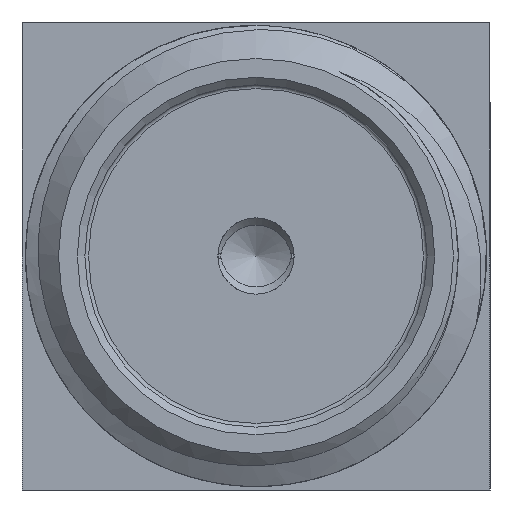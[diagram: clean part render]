
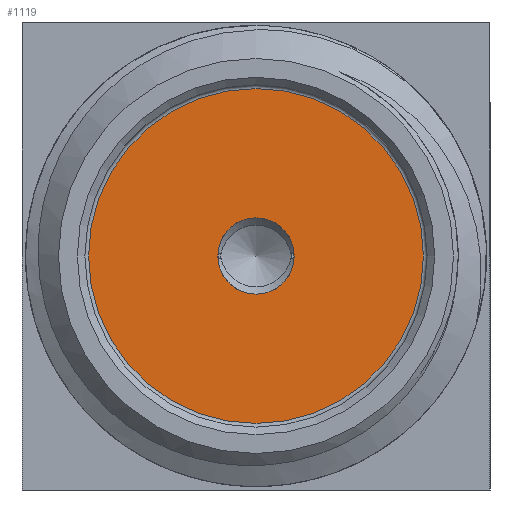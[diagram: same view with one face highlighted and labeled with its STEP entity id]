
A CAD part, left-side view. The second image highlights one B-rep face of the part: STEP entity #1119.
In plain terms, the highlighted planar face has unit normal (-1, 0, 0).
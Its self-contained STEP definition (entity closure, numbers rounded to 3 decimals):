
#26=FACE_BOUND('',#184,.T.);
#51=PLANE('',#1214);
#117=FACE_OUTER_BOUND('',#183,.T.);
#183=EDGE_LOOP('',(#980));
#184=EDGE_LOOP('',(#981));
#216=CIRCLE('',#1212,2.271);
#218=CIRCLE('',#1215,0.518);
#531=VERTEX_POINT('',#5829);
#532=VERTEX_POINT('',#5833);
#683=EDGE_CURVE('',#531,#531,#216,.T.);
#685=EDGE_CURVE('',#532,#532,#218,.T.);
#980=ORIENTED_EDGE('',*,*,#683,.T.);
#981=ORIENTED_EDGE('',*,*,#685,.T.);
#1119=ADVANCED_FACE('',(#117,#26),#51,.F.);
#1212=AXIS2_PLACEMENT_3D('',#5830,#1454,#1455);
#1214=AXIS2_PLACEMENT_3D('',#5832,#1458,#1459);
#1215=AXIS2_PLACEMENT_3D('',#5834,#1460,#1461);
#1454=DIRECTION('center_axis',(-1.,0.,0.));
#1455=DIRECTION('ref_axis',(0.,1.,0.));
#1458=DIRECTION('center_axis',(1.,0.,0.));
#1459=DIRECTION('ref_axis',(0.,0.,-1.));
#1460=DIRECTION('center_axis',(1.,0.,0.));
#1461=DIRECTION('ref_axis',(0.,0.,1.));
#5829=CARTESIAN_POINT('',(-7.595,2.271,0.127));
#5830=CARTESIAN_POINT('Origin',(-7.595,0.,0.127));
#5832=CARTESIAN_POINT('Origin',(-7.595,0.,1.478));
#5833=CARTESIAN_POINT('',(-7.595,0.,0.645));
#5834=CARTESIAN_POINT('Origin',(-7.595,0.,0.127));
